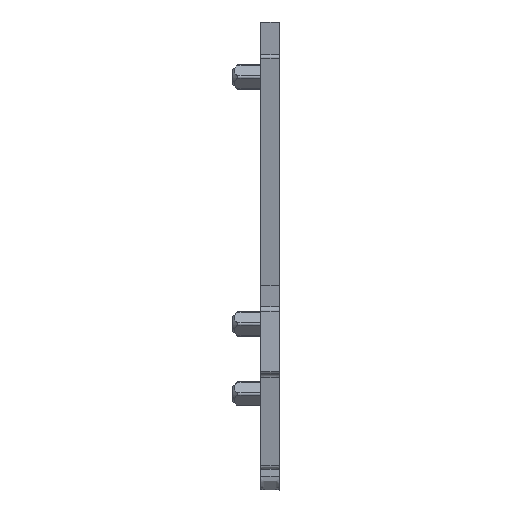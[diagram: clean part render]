
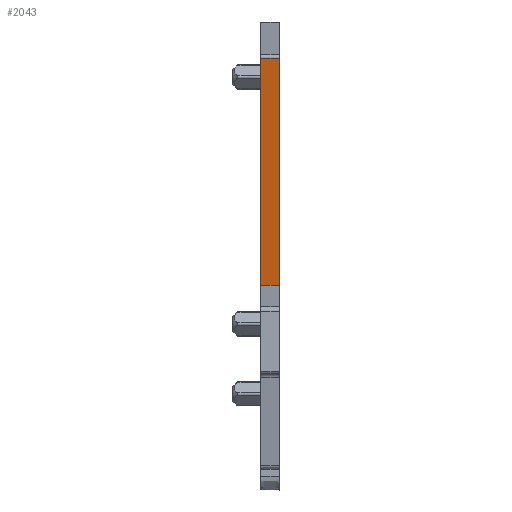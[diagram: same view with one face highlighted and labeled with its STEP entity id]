
A CAD part, front view. The second image highlights one B-rep face of the part: STEP entity #2043.
In plain terms, the highlighted planar face has unit normal (0, -0.983, -0.183).
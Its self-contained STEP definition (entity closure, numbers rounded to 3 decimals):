
#2023=AXIS2_PLACEMENT_3D('Plane Axis2P3D',#2020,#2021,#2022) ;
#673=CARTESIAN_POINT('Vertex',(3.,12.185,21.96)) ;
#676=CARTESIAN_POINT('Line Origine',(3.,9.918,34.14)) ;
#680=CARTESIAN_POINT('Vertex',(3.,7.651,46.32)) ;
#2005=CARTESIAN_POINT('Vertex',(5.,12.185,21.96)) ;
#2008=CARTESIAN_POINT('Line Origine',(4.,12.185,21.96)) ;
#2020=CARTESIAN_POINT('Axis2P3D Location',(-2.1,12.185,21.96)) ;
#2025=CARTESIAN_POINT('Line Origine',(4.,7.651,46.32)) ;
#2029=CARTESIAN_POINT('Vertex',(5.,7.651,46.32)) ;
#2032=CARTESIAN_POINT('Line Origine',(5.,9.918,34.14)) ;
#677=DIRECTION('Vector Direction',(0.,-0.183,0.983)) ;
#2009=DIRECTION('Vector Direction',(1.,0.,0.)) ;
#2021=DIRECTION('Axis2P3D Direction',(0.,0.983,0.183)) ;
#2022=DIRECTION('Axis2P3D XDirection',(0.,-0.183,0.983)) ;
#2026=DIRECTION('Vector Direction',(1.,0.,0.)) ;
#2033=DIRECTION('Vector Direction',(0.,-0.183,0.983)) ;
#678=VECTOR('Line Direction',#677,1.) ;
#2010=VECTOR('Line Direction',#2009,1.) ;
#2027=VECTOR('Line Direction',#2026,1.) ;
#2034=VECTOR('Line Direction',#2033,1.) ;
#2038=ORIENTED_EDGE('',*,*,#2031,.F.) ;
#2039=ORIENTED_EDGE('',*,*,#682,.T.) ;
#2040=ORIENTED_EDGE('',*,*,#2012,.T.) ;
#2041=ORIENTED_EDGE('',*,*,#2036,.T.) ;
#2043=ADVANCED_FACE('AEP_ITB_2-5',(#2042),#2024,.F.) ;
#682=EDGE_CURVE('',#681,#674,#679,.F.) ;
#2012=EDGE_CURVE('',#674,#2006,#2011,.T.) ;
#2031=EDGE_CURVE('',#681,#2030,#2028,.T.) ;
#2036=EDGE_CURVE('',#2006,#2030,#2035,.T.) ;
#2037=EDGE_LOOP('',(#2038,#2039,#2040,#2041)) ;
#2042=FACE_OUTER_BOUND('',#2037,.T.) ;
#679=LINE('Line',#676,#678) ;
#2011=LINE('Line',#2008,#2010) ;
#2028=LINE('Line',#2025,#2027) ;
#2035=LINE('Line',#2032,#2034) ;
#2024=PLANE('',#2023) ;
#674=VERTEX_POINT('',#673) ;
#681=VERTEX_POINT('',#680) ;
#2006=VERTEX_POINT('',#2005) ;
#2030=VERTEX_POINT('',#2029) ;
